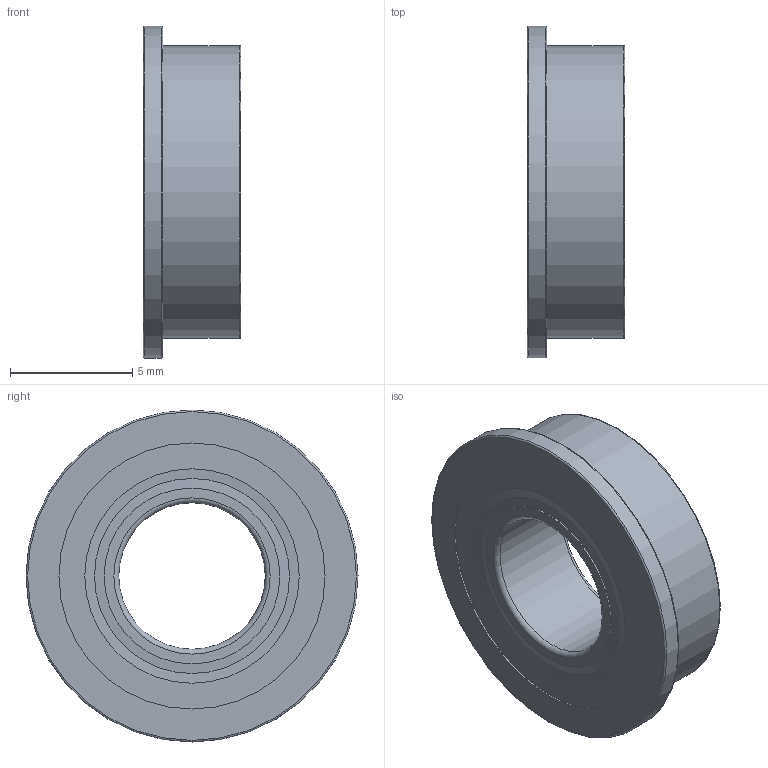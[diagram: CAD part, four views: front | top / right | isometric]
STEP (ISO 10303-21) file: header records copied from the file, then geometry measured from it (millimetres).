
FILE_DESCRIPTION( ( 'STEP AP214' ), '1' );
FILE_NAME( 'SKF_WBB1-8706 R-2Z.stp', '2022-05-04T14:28:42', ( 'License CC BY-ND 4.0' ), ( 'CADENAS' ), ' ', 'PARTsolutions', ' ' );
FILE_SCHEMA( ( 'AUTOMOTIVE_DESIGN { 1 0 10303 214 1 1 1 1 }' ) );
Length unit declared in the file: millimetre
Products named in the file (5): SKF_WBB1-8706 R-2Z; _SKF_WBB1-8706 R-2Z_PART1; _SKF_WBB1-8706 R-2Z_PART2; _SKF_WBB1-8706 R-2Z_PART3; _SKF_WBB1-8706 R-2Z_PART4
Assembly tree (18 placements, depth 2):
  SKF_WBB1-8706 R-2Z
    _SKF_WBB1-8706 R-2Z_PART1
    _SKF_WBB1-8706 R-2Z_PART2
    _SKF_WBB1-8706 R-2Z_PART3  x8
    _SKF_WBB1-8706 R-2Z_PART4  x8
Bounding box: 4 x 13.6 x 13.6 mm (x, y, z)
Volume: 234.7 mm3; surface area: 883.3 mm2
Topology: 10 solids, 10 shells, 53 faces, 103 edges, 71 vertices
Faces by surface type: plane 13, cylinder 13, torus 11, cone 8, sphere 8
Full cylindrical faces by diameter (mm): 6 x1, 7.2 x2, 7.73 x2, 10.19 x2, 10.9 x4, 12 x1, 13.6 x1
Entity records: 1504 total; most frequent: DIRECTION 220, CARTESIAN_POINT 159, AXIS2_PLACEMENT_3D 110, EDGE_LOOP 90, ORIENTED_EDGE 90, FACE_OUTER_BOUND 69, VERTEX_POINT 48, STYLED_ITEM 46
